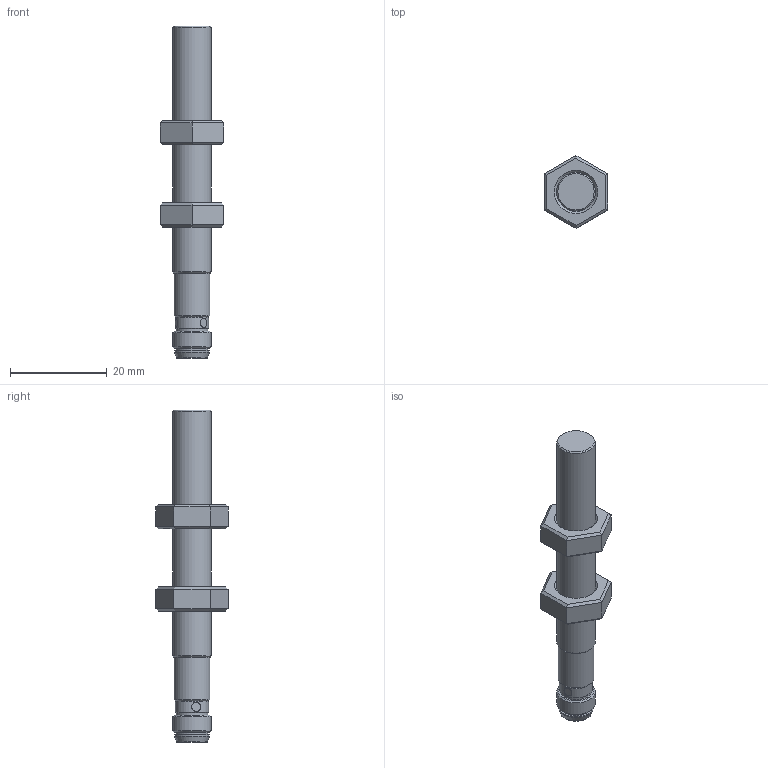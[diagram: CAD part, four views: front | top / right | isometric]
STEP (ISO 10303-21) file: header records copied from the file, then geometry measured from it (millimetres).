
FILE_DESCRIPTION(/* description */ ('DISO X xxx'),/* implementation_level */ '2;1');
FILE_NAME(/* name */ 'OLS08.stp',/* time_stamp */ '2015-07-21T15:06:37+02:00',/* author */ ('lck'),/* organization */ (''),/* preprocessor_version */ 'ST-DEVELOPER v15.6',/* originating_system */ 'Autodesk Inventor 2015',/* authorisation */ '');
FILE_SCHEMA (('AUTOMOTIVE_DESIGN { 1 0 10303 214 3 1 1 }'));
Length unit declared in the file: millimetre
Products named in the file (1): Bauteil368
Bounding box: 13.01 x 15.01 x 68.5 mm (x, y, z)
Volume: 4118.2 mm3; surface area: 2564.6 mm2
Topology: 2 solids, 2 shells, 112 faces, 227 edges, 133 vertices
Faces by surface type: plane 57, cylinder 40, cone 12, sphere 3
Full cylindrical faces by diameter (mm): 1 x3, 2 x2, 5.8 x1, 6.4 x1, 6.6 x2, 6.9 x1, 7.2 x1, 7.4 x1, 8 x4
Entity records: 3001 total; most frequent: CARTESIAN_POINT 693, DIRECTION 446, ORIENTED_EDGE 370, EDGE_CURVE 185, AXIS2_PLACEMENT_3D 181, EDGE_LOOP 157, VERTEX_POINT 122, STYLED_ITEM 112
